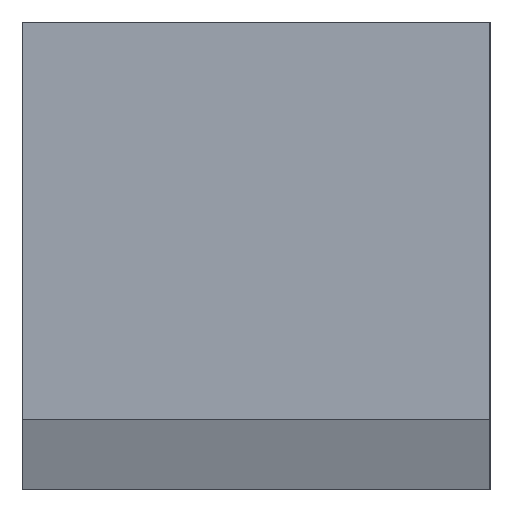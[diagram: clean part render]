
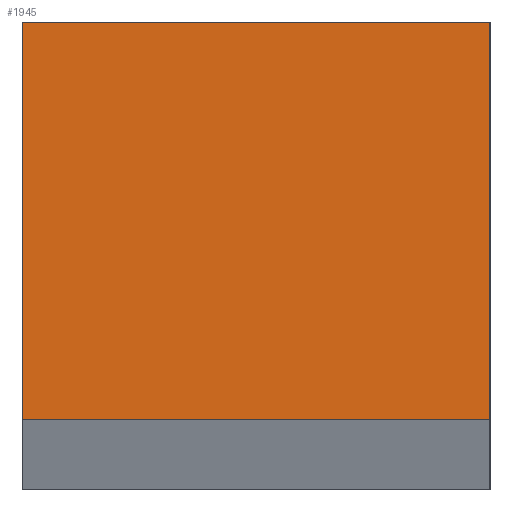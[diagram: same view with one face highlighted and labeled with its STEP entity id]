
A CAD part, left-side view. The second image highlights one B-rep face of the part: STEP entity #1945.
In plain terms, the highlighted planar face has unit normal (-1, 0, 0).
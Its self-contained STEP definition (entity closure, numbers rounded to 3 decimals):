
#1945=ADVANCED_FACE('NONE',(#4840),#4841,.F.);
#4840=FACE_OUTER_BOUND('',#8682,.T.);
#4841=PLANE('',#8683);
#8682=EDGE_LOOP('',(#16667,#16668,#16669,#16670));
#8683=AXIS2_PLACEMENT_3D('',#16671,#16672,#16673);
#16667=ORIENTED_EDGE('',*,*,#27835,.F.);
#16668=ORIENTED_EDGE('',*,*,#24328,.F.);
#16669=ORIENTED_EDGE('',*,*,#27836,.F.);
#16670=ORIENTED_EDGE('',*,*,#26873,.T.);
#16671=CARTESIAN_POINT('',(0.0,0.0,15.0));
#16672=DIRECTION('',(1.0,0.0,0.0));
#16673=DIRECTION('',(0.0,1.0,-0.0));
#24328=EDGE_CURVE('NONE',#29438,#29440,#29441,.T.);
#26873=EDGE_CURVE('NONE',#34529,#34527,#34530,.T.);
#27835=EDGE_CURVE('NONE',#29440,#34527,#35494,.T.);
#27836=EDGE_CURVE('NONE',#34529,#29438,#35495,.T.);
#29438=VERTEX_POINT('NONE',#37100);
#29440=VERTEX_POINT('NONE',#37103);
#29441=LINE('',#37104,#37105);
#34527=VERTEX_POINT('NONE',#44733);
#34529=VERTEX_POINT('NONE',#44736);
#34530=LINE('',#44737,#44738);
#35494=LINE('',#46343,#46344);
#35495=LINE('',#46345,#46346);
#37100=CARTESIAN_POINT('',(0.0,0.0,15.0));
#37103=CARTESIAN_POINT('',(0.0,0.0,2.25));
#37104=CARTESIAN_POINT('',(0.0,0.0,15.0));
#37105=VECTOR('',#48580,1000.0);
#44733=CARTESIAN_POINT('',(0.0,15.0,2.25));
#44736=CARTESIAN_POINT('',(0.0,15.0,15.0));
#44737=CARTESIAN_POINT('',(0.0,15.0,15.0));
#44738=VECTOR('',#51124,1000.0);
#46343=CARTESIAN_POINT('',(0.0,0.0,2.25));
#46344=VECTOR('',#51766,1000.0);
#46345=CARTESIAN_POINT('',(0.0,0.0,15.0));
#46346=VECTOR('',#51767,1000.0);
#48580=DIRECTION('',(-0.0,-0.0,-1.0));
#51124=DIRECTION('',(-0.0,-0.0,-1.0));
#51766=DIRECTION('',(0.0,1.0,0.0));
#51767=DIRECTION('',(-0.0,-1.0,-0.0));
